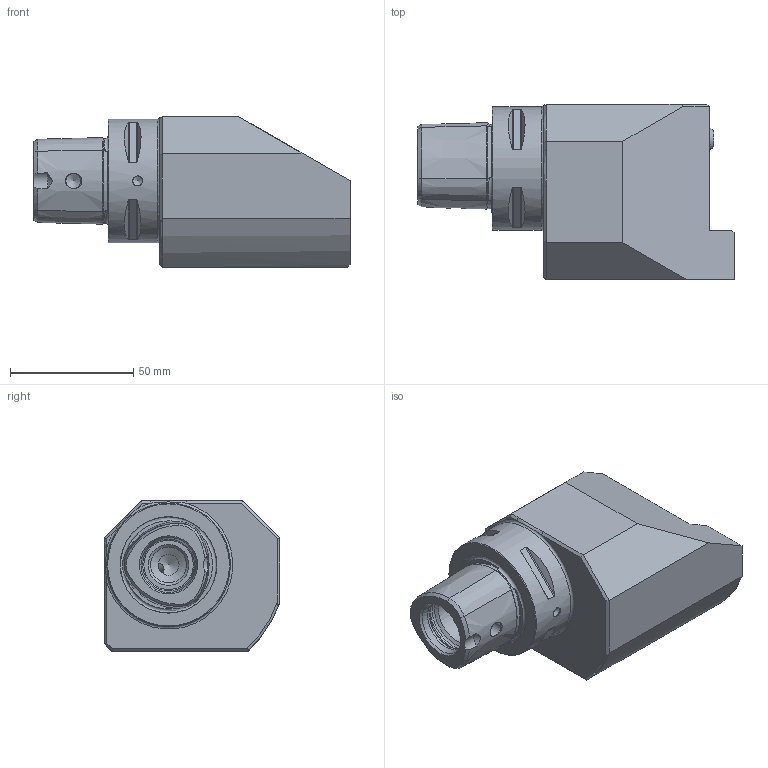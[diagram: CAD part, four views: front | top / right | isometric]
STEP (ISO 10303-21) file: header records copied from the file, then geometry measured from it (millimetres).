
FILE_DESCRIPTION (( 'STEP AP214' ), '1' );
FILE_NAME ('PS5.V25.R11.098.STEP', '2021-12-22T13:08:24', ( '' ), ( '' ), 'SwSTEP 2.0', 'SolidWorks 2017', '' );
FILE_SCHEMA (( 'AUTOMOTIVE_DESIGN' ));
Length unit declared in the file: millimetre
Products named in the file (6): KU1-U12.001.010_1; KU1-U12.001.010_2; KU1-U12.001.010; ISO 4026 - M10 x 20; PS5.V25.R11.098; PS5-V25.R11.098_A
Assembly tree (7 placements, depth 3):
  PS5.V25.R11.098
    PS5-V25.R11.098_A
    ISO 4026 - M10 x 20  x3
    KU1-U12.001.010
      KU1-U12.001.010_1
      KU1-U12.001.010_2
Bounding box: 128 x 71 x 61 mm (x, y, z)
Volume: 257013.6 mm3; surface area: 42513.3 mm2
Topology: 6 solids, 6 shells, 198 faces, 462 edges, 284 vertices
Faces by surface type: plane 93, cone 48, cylinder 35, torus 17, bspline 3, sphere 2
Full cylindrical faces by diameter (mm): 4 x1, 4.2 x2, 6.1 x2, 7 x1, 8.5 x4, 10 x3, 12 x2, 14.5 x1, 21 x2, 24 x1, 50 x1
Entity records: 6132 total; most frequent: CARTESIAN_POINT 2178, DIRECTION 758, ORIENTED_EDGE 702, EDGE_CURVE 351, AXIS2_PLACEMENT_3D 297, EDGE_LOOP 238, VERTEX_POINT 235, FACE_OUTER_BOUND 200
